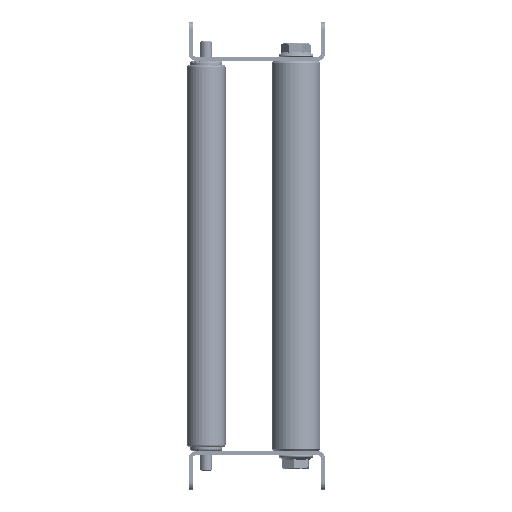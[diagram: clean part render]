
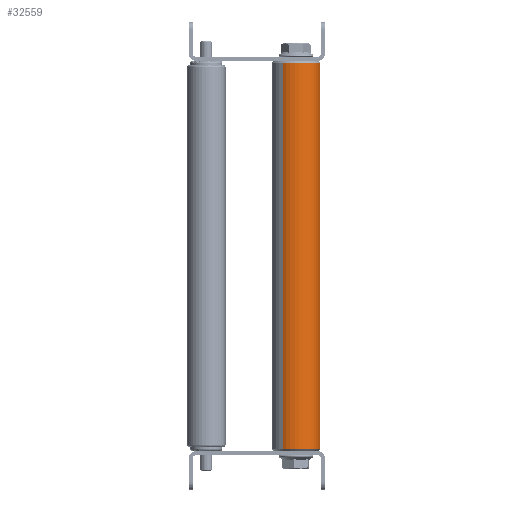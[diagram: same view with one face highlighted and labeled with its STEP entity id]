
A CAD part, left-side view. The second image highlights one B-rep face of the part: STEP entity #32559.
In plain terms, the highlighted cylindrical face has radius 12.5 mm (diameter 25 mm), a partial arc.
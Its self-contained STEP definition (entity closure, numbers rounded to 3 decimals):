
#519 = CIRCLE ( 'NONE', #3809, 12.5 ) ;
#3809 = AXIS2_PLACEMENT_3D ( 'NONE', #29062, #8242, #23551 ) ;
#5083 = CARTESIAN_POINT ( 'NONE',  ( 200., 0., 0. ) ) ;
#5278 = CARTESIAN_POINT ( 'NONE',  ( 200., 0., 12.5 ) ) ;
#6084 = EDGE_CURVE ( 'NONE', #18379, #6162, #519, .T. ) ;
#6162 = VERTEX_POINT ( 'NONE', #11150 ) ;
#7091 = CARTESIAN_POINT ( 'NONE',  ( 1., 0., 0. ) ) ;
#7152 = ORIENTED_EDGE ( 'NONE', *, *, #6084, .T. ) ;
#7304 = DIRECTION ( 'NONE',  ( -1., 0., 0. ) ) ;
#8242 = DIRECTION ( 'NONE',  ( -1., 0., 0. ) ) ;
#8271 = CIRCLE ( 'NONE', #21452, 12.5 ) ;
#10984 = VECTOR ( 'NONE', #7304, 1000. ) ;
#11150 = CARTESIAN_POINT ( 'NONE',  ( 199., 0., -12.5 ) ) ;
#11414 = VERTEX_POINT ( 'NONE', #17852 ) ;
#12712 = CARTESIAN_POINT ( 'NONE',  ( 199., 0., 12.5 ) ) ;
#13089 = CARTESIAN_POINT ( 'NONE',  ( 1., 0., -12.5 ) ) ;
#15144 = DIRECTION ( 'NONE',  ( 1., 0., 0. ) ) ;
#15589 = ORIENTED_EDGE ( 'NONE', *, *, #23242, .T. ) ;
#15725 = ORIENTED_EDGE ( 'NONE', *, *, #23562, .T. ) ;
#17852 = CARTESIAN_POINT ( 'NONE',  ( 1., 0., 12.5 ) ) ;
#18379 = VERTEX_POINT ( 'NONE', #12712 ) ;
#20105 = EDGE_LOOP ( 'NONE', ( #7152, #15589, #15725, #26899 ) ) ;
#20574 = LINE ( 'NONE', #5278, #26348 ) ;
#20879 = CARTESIAN_POINT ( 'NONE',  ( 200., 0., -12.5 ) ) ;
#21452 = AXIS2_PLACEMENT_3D ( 'NONE', #7091, #15144, #28235 ) ;
#21926 = AXIS2_PLACEMENT_3D ( 'NONE', #5083, #31220, #28815 ) ;
#22852 = EDGE_CURVE ( 'NONE', #18379, #11414, #20574, .T. ) ;
#23242 = EDGE_CURVE ( 'NONE', #6162, #25596, #31384, .T. ) ;
#23551 = DIRECTION ( 'NONE',  ( 0., 0., -1. ) ) ;
#23562 = EDGE_CURVE ( 'NONE', #25596, #11414, #8271, .T. ) ;
#25596 = VERTEX_POINT ( 'NONE', #13089 ) ;
#26065 = FACE_OUTER_BOUND ( 'NONE', #20105, .T. ) ;
#26348 = VECTOR ( 'NONE', #28663, 1000. ) ;
#26899 = ORIENTED_EDGE ( 'NONE', *, *, #22852, .F. ) ;
#28235 = DIRECTION ( 'NONE',  ( 0., 0., -1. ) ) ;
#28663 = DIRECTION ( 'NONE',  ( -1., 0., 0. ) ) ;
#28815 = DIRECTION ( 'NONE',  ( 0., 0., 1. ) ) ;
#28985 = CYLINDRICAL_SURFACE ( 'NONE', #21926, 12.5 ) ;
#29062 = CARTESIAN_POINT ( 'NONE',  ( 199., 0., 0. ) ) ;
#31220 = DIRECTION ( 'NONE',  ( -1., 0., 0. ) ) ;
#31384 = LINE ( 'NONE', #20879, #10984 ) ;
#32559 = ADVANCED_FACE ( 'NONE', ( #26065 ), #28985, .T. ) ;
